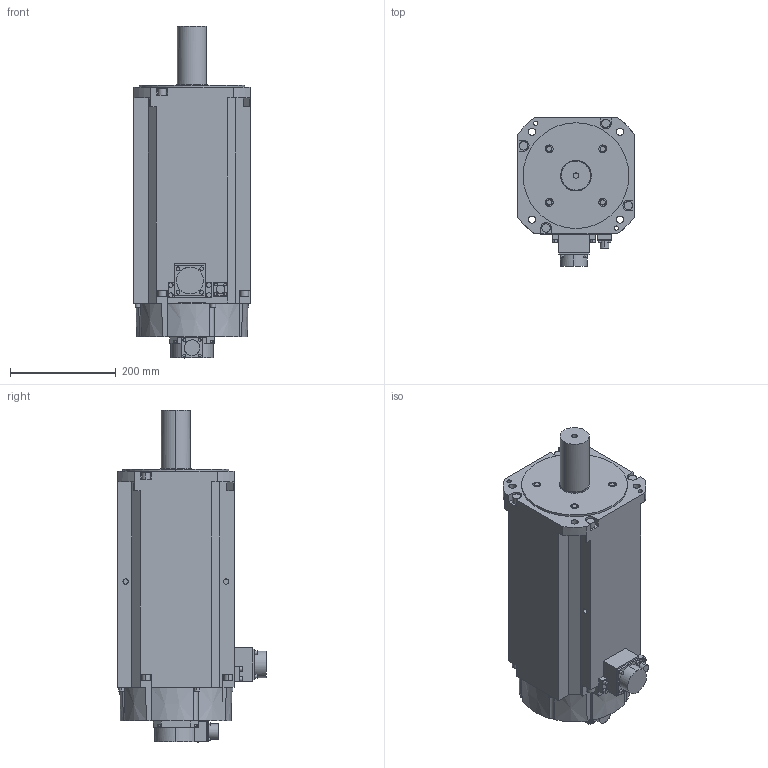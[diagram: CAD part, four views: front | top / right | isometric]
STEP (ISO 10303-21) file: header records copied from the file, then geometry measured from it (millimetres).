
FILE_DESCRIPTION (( 'STEP AP203' ), '1' );
FILE_NAME ('hf-jp15k1mb_a.STEP', '2009-11-16T05:26:34', ( ' ' ), ( '' ), 'SwSTEP 2.0', 'SolidWorks 2006303', '' );
FILE_SCHEMA (( 'CONFIG_CONTROL_DESIGN' ));
Length unit declared in the file: millimetre
Products named in the file (1): hf-jp15k1mb_a
Bounding box: 220 x 281.1 x 628 mm (x, y, z)
Volume: 20137019.6 mm3; surface area: 553588.9 mm2
Topology: 1 solids, 1 shells, 340 faces, 909 edges, 630 vertices
Faces by surface type: plane 190, cylinder 141, cone 9
Entity records: 16570 total; most frequent: CARTESIAN_POINT 8324, ORIENTED_EDGE 1818, DIRECTION 1438, EDGE_CURVE 909, VERTEX_POINT 630, LINE 480, VECTOR 480, AXIS2_PLACEMENT_3D 479
